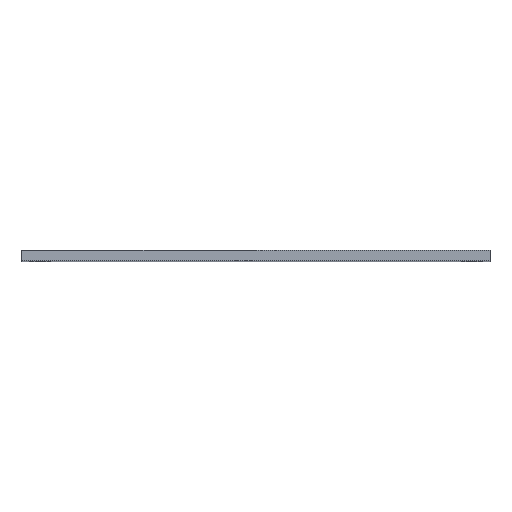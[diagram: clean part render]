
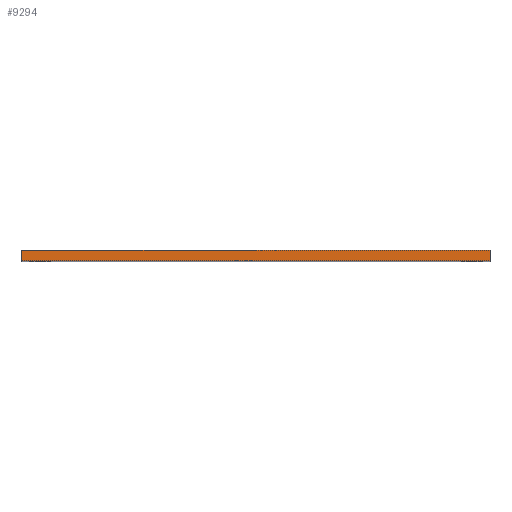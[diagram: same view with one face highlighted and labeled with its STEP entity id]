
A CAD part, top view. The second image highlights one B-rep face of the part: STEP entity #9294.
In plain terms, the highlighted planar face has unit normal (0, 0, 1).
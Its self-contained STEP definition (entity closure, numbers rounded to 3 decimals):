
#201 = CARTESIAN_POINT ( 'NONE',  ( -89., 2., 128. ) ) ;
#594 = EDGE_CURVE ( 'NONE', #14374, #6934, #15529, .T. ) ;
#1686 = DIRECTION ( 'NONE',  ( 0., -1., 0. ) ) ;
#1774 = EDGE_CURVE ( 'NONE', #14374, #7996, #5492, .T. ) ;
#2677 = LINE ( 'NONE', #9042, #13083 ) ;
#3109 = DIRECTION ( 'NONE',  ( 1., 0., 0. ) ) ;
#5482 = ORIENTED_EDGE ( 'NONE', *, *, #15908, .T. ) ;
#5492 = LINE ( 'NONE', #201, #14517 ) ;
#5673 = CARTESIAN_POINT ( 'NONE',  ( 89., -2., 128. ) ) ;
#6934 = VERTEX_POINT ( 'NONE', #8033 ) ;
#7801 = EDGE_CURVE ( 'NONE', #7996, #10106, #2677, .T. ) ;
#7983 = FACE_OUTER_BOUND ( 'NONE', #12901, .T. ) ;
#7996 = VERTEX_POINT ( 'NONE', #15456 ) ;
#8033 = CARTESIAN_POINT ( 'NONE',  ( -89., -2., 128. ) ) ;
#8158 = CARTESIAN_POINT ( 'NONE',  ( -89., -2., 128. ) ) ;
#8274 = LINE ( 'NONE', #8158, #16633 ) ;
#9042 = CARTESIAN_POINT ( 'NONE',  ( 89., 2., 128. ) ) ;
#9092 = DIRECTION ( 'NONE',  ( 0., 0., -1. ) ) ;
#9294 = ADVANCED_FACE ( 'NONE', ( #7983 ), #16481, .F. ) ;
#9979 = CARTESIAN_POINT ( 'NONE',  ( -89., 2., 128. ) ) ;
#10106 = VERTEX_POINT ( 'NONE', #5673 ) ;
#11445 = DIRECTION ( 'NONE',  ( 0., -1., 0. ) ) ;
#11913 = CARTESIAN_POINT ( 'NONE',  ( -89., 2., 128. ) ) ;
#12151 = AXIS2_PLACEMENT_3D ( 'NONE', #11913, #9092, #13566 ) ;
#12901 = EDGE_LOOP ( 'NONE', ( #5482, #16670, #15803, #18476 ) ) ;
#13083 = VECTOR ( 'NONE', #1686, 1000. ) ;
#13566 = DIRECTION ( 'NONE',  ( -1., 0., 0. ) ) ;
#14374 = VERTEX_POINT ( 'NONE', #19031 ) ;
#14517 = VECTOR ( 'NONE', #3109, 1000. ) ;
#15456 = CARTESIAN_POINT ( 'NONE',  ( 89., 2., 128. ) ) ;
#15529 = LINE ( 'NONE', #9979, #18765 ) ;
#15803 = ORIENTED_EDGE ( 'NONE', *, *, #1774, .F. ) ;
#15908 = EDGE_CURVE ( 'NONE', #6934, #10106, #8274, .T. ) ;
#16481 = PLANE ( 'NONE',  #12151 ) ;
#16633 = VECTOR ( 'NONE', #17114, 1000. ) ;
#16670 = ORIENTED_EDGE ( 'NONE', *, *, #7801, .F. ) ;
#17114 = DIRECTION ( 'NONE',  ( 1., 0., 0. ) ) ;
#18476 = ORIENTED_EDGE ( 'NONE', *, *, #594, .T. ) ;
#18765 = VECTOR ( 'NONE', #11445, 1000. ) ;
#19031 = CARTESIAN_POINT ( 'NONE',  ( -89., 2., 128. ) ) ;
